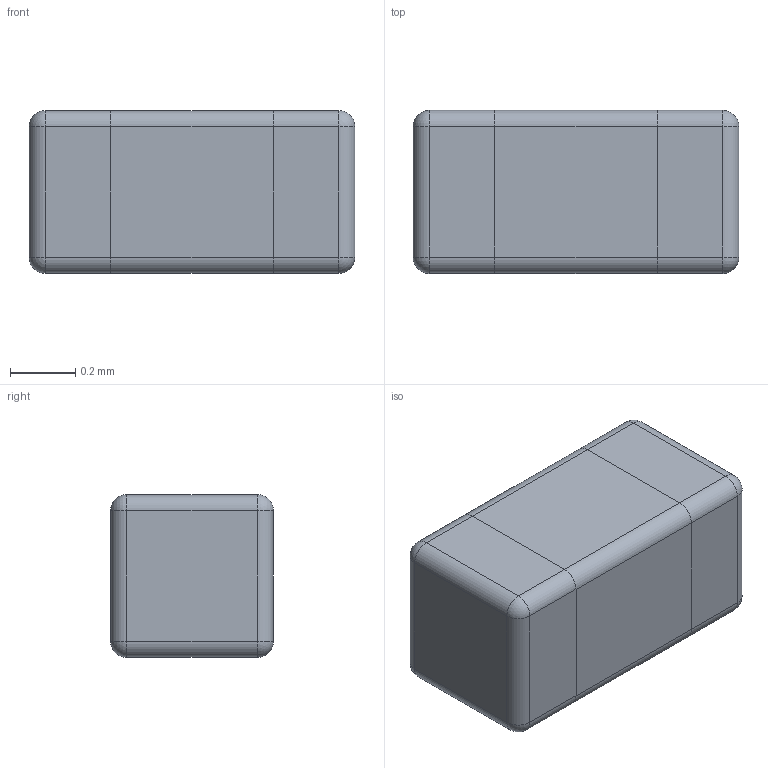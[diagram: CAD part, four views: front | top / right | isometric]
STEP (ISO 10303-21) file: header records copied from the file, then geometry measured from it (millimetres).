
FILE_DESCRIPTION (( 'STEP AP214' ), '1' );
FILE_NAME ('ACML-0402HC.STEP', '2014-05-01T05:53:13', ( '' ), ( '' ), 'SwSTEP 2.0', 'SolidWorks 2012', '' );
FILE_SCHEMA (( 'AUTOMOTIVE_DESIGN' ));
Length unit declared in the file: millimetre
Products named in the file (1): ACML-0402HC
Bounding box: 1 x 0.5 x 0.5 mm (x, y, z)
Volume: 0.2 mm3; surface area: 2.3 mm2
Topology: 1 solids, 1 shells, 169 faces, 430 edges, 268 vertices
Faces by surface type: plane 99, bspline 42, cylinder 20, sphere 8
Entity records: 7956 total; most frequent: CARTESIAN_POINT 4066, ORIENTED_EDGE 844, DIRECTION 622, EDGE_CURVE 422, VECTOR 302, LINE 302, VERTEX_POINT 268, EDGE_LOOP 182
